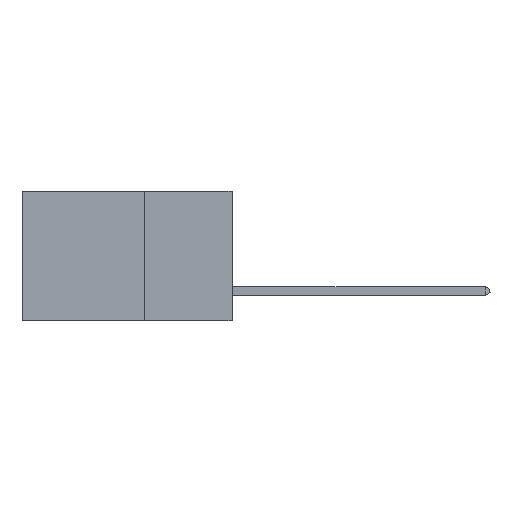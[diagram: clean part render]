
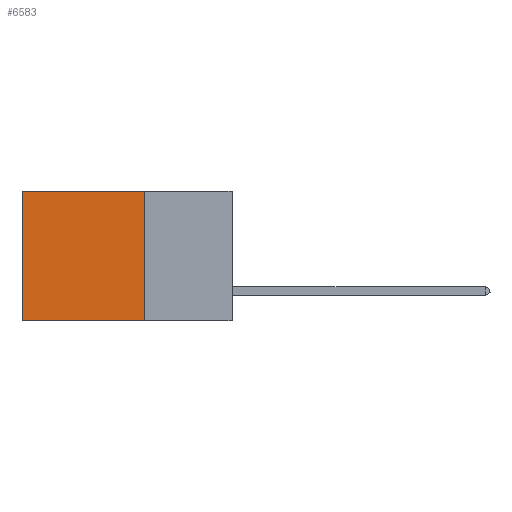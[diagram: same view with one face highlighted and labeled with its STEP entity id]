
A CAD part, left-side view. The second image highlights one B-rep face of the part: STEP entity #6583.
In plain terms, the highlighted planar face has unit normal (-1, 0, 0).
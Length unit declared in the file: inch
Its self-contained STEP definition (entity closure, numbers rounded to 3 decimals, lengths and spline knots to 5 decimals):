
#62 = DIRECTION ( 'NONE',  ( 0., 0., -1. ) ) ;
#247 = EDGE_LOOP ( 'NONE', ( #17830, #14098, #18049, #19159 ) ) ;
#333 = EDGE_CURVE ( 'NONE', #414, #20763, #20920, .T. ) ;
#414 = VERTEX_POINT ( 'NONE', #17139 ) ;
#1155 = EDGE_CURVE ( 'NONE', #10746, #20763, #1617, .T. ) ;
#1296 = CARTESIAN_POINT ( 'NONE',  ( 0.2875, 0.25, -0.37 ) ) ;
#1617 = LINE ( 'NONE', #1296, #7765 ) ;
#1669 = CARTESIAN_POINT ( 'NONE',  ( 0.2875, 0.25, 0. ) ) ;
#3127 = EDGE_CURVE ( 'NONE', #11975, #10746, #13612, .T. ) ;
#3295 = EDGE_CURVE ( 'NONE', #11975, #414, #6634, .T. ) ;
#6583 = ADVANCED_FACE ( 'NONE', ( #16663 ), #13508, .F. ) ;
#6634 = LINE ( 'NONE', #21099, #12286 ) ;
#7765 = VECTOR ( 'NONE', #15091, 39.37008 ) ;
#8055 = CARTESIAN_POINT ( 'NONE',  ( 0.2875, 0.25, 0. ) ) ;
#8513 = CARTESIAN_POINT ( 'NONE',  ( 0.2875, 0.6, 0. ) ) ;
#9145 = AXIS2_PLACEMENT_3D ( 'NONE', #17041, #20164, #22123 ) ;
#10224 = DIRECTION ( 'NONE',  ( 0., 0., -1. ) ) ;
#10746 = VERTEX_POINT ( 'NONE', #12866 ) ;
#11975 = VERTEX_POINT ( 'NONE', #8055 ) ;
#12286 = VECTOR ( 'NONE', #14310, 39.37008 ) ;
#12379 = VECTOR ( 'NONE', #62, 39.37008 ) ;
#12819 = VECTOR ( 'NONE', #10224, 39.37008 ) ;
#12866 = CARTESIAN_POINT ( 'NONE',  ( 0.2875, 0.25, -0.37 ) ) ;
#13508 = PLANE ( 'NONE',  #9145 ) ;
#13612 = LINE ( 'NONE', #1669, #12819 ) ;
#14098 = ORIENTED_EDGE ( 'NONE', *, *, #1155, .F. ) ;
#14310 = DIRECTION ( 'NONE',  ( 0., 1., 0. ) ) ;
#15091 = DIRECTION ( 'NONE',  ( 0., 1., 0. ) ) ;
#16663 = FACE_OUTER_BOUND ( 'NONE', #247, .T. ) ;
#17041 = CARTESIAN_POINT ( 'NONE',  ( 0.2875, 0.25, 0. ) ) ;
#17139 = CARTESIAN_POINT ( 'NONE',  ( 0.2875, 0.6, 0. ) ) ;
#17830 = ORIENTED_EDGE ( 'NONE', *, *, #333, .T. ) ;
#17975 = CARTESIAN_POINT ( 'NONE',  ( 0.2875, 0.6, -0.37 ) ) ;
#18049 = ORIENTED_EDGE ( 'NONE', *, *, #3127, .F. ) ;
#19159 = ORIENTED_EDGE ( 'NONE', *, *, #3295, .T. ) ;
#20164 = DIRECTION ( 'NONE',  ( 1., 0., 0. ) ) ;
#20763 = VERTEX_POINT ( 'NONE', #17975 ) ;
#20920 = LINE ( 'NONE', #8513, #12379 ) ;
#21099 = CARTESIAN_POINT ( 'NONE',  ( 0.2875, 0.25, 0. ) ) ;
#22123 = DIRECTION ( 'NONE',  ( 0., 0., -1. ) ) ;
